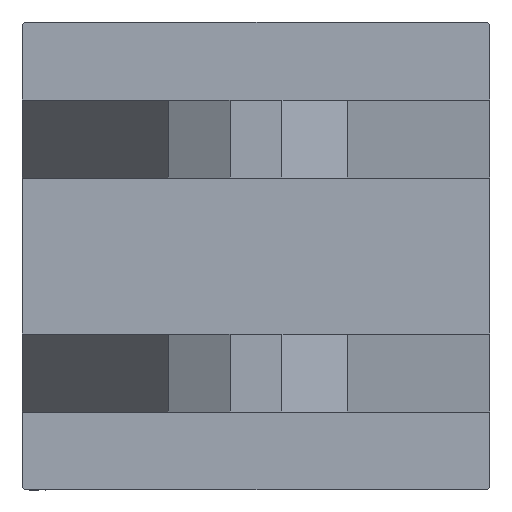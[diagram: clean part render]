
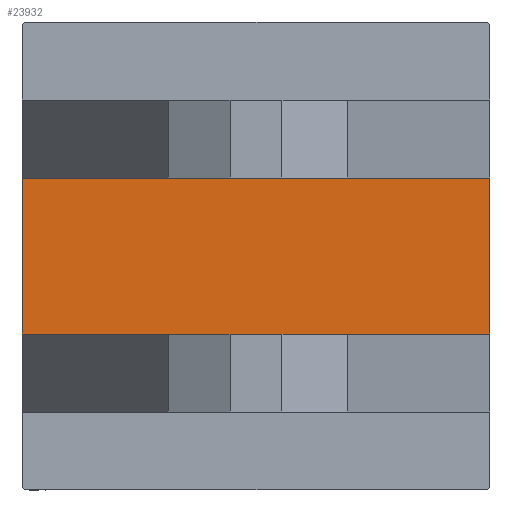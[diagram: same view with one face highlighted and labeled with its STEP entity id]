
A CAD part, left-side view. The second image highlights one B-rep face of the part: STEP entity #23932.
In plain terms, the highlighted planar face has unit normal (-1, 0, 0).
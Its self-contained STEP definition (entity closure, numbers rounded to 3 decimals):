
#641 = CARTESIAN_POINT ( 'NONE',  ( 0., -15., 45. ) ) ;
#1031 = VECTOR ( 'NONE', #3707, 1000. ) ;
#1436 = EDGE_CURVE ( 'NONE', #37931, #30091, #41668, .T. ) ;
#1661 = EDGE_CURVE ( 'NONE', #42886, #37931, #3202, .T. ) ;
#2557 = DIRECTION ( 'NONE',  ( 0., 0., 1. ) ) ;
#3202 = LINE ( 'NONE', #22935, #1031 ) ;
#3707 = DIRECTION ( 'NONE',  ( 0., -1., 0. ) ) ;
#3910 = AXIS2_PLACEMENT_3D ( 'NONE', #30594, #10333, #2557 ) ;
#5786 = ORIENTED_EDGE ( 'NONE', *, *, #1436, .F. ) ;
#7735 = EDGE_CURVE ( 'NONE', #36580, #30091, #42524, .T. ) ;
#10333 = DIRECTION ( 'NONE',  ( -1., 0., 0. ) ) ;
#10341 = ORIENTED_EDGE ( 'NONE', *, *, #1661, .F. ) ;
#13561 = VECTOR ( 'NONE', #34146, 1000. ) ;
#14145 = CARTESIAN_POINT ( 'NONE',  ( 0., -15., 45. ) ) ;
#14825 = VECTOR ( 'NONE', #45173, 1000. ) ;
#18621 = PLANE ( 'NONE',  #3910 ) ;
#22047 = EDGE_LOOP ( 'NONE', ( #22580, #5786, #10341, #31395 ) ) ;
#22580 = ORIENTED_EDGE ( 'NONE', *, *, #7735, .T. ) ;
#22935 = CARTESIAN_POINT ( 'NONE',  ( 0., 45., 45. ) ) ;
#23932 = ADVANCED_FACE ( 'NONE', ( #38890 ), #18621, .T. ) ;
#25793 = CARTESIAN_POINT ( 'NONE',  ( 0., -15., -45. ) ) ;
#28549 = CARTESIAN_POINT ( 'NONE',  ( 0., 15., 45. ) ) ;
#30091 = VERTEX_POINT ( 'NONE', #25793 ) ;
#30594 = CARTESIAN_POINT ( 'NONE',  ( 0., 0., 0. ) ) ;
#31395 = ORIENTED_EDGE ( 'NONE', *, *, #31930, .T. ) ;
#31930 = EDGE_CURVE ( 'NONE', #42886, #36580, #33231, .T. ) ;
#33231 = LINE ( 'NONE', #28549, #14825 ) ;
#34146 = DIRECTION ( 'NONE',  ( 0., 0., -1. ) ) ;
#35236 = CARTESIAN_POINT ( 'NONE',  ( 0., 15., 45. ) ) ;
#36580 = VERTEX_POINT ( 'NONE', #49837 ) ;
#37711 = VECTOR ( 'NONE', #39372, 1000. ) ;
#37931 = VERTEX_POINT ( 'NONE', #641 ) ;
#38873 = CARTESIAN_POINT ( 'NONE',  ( 0., 45., -45. ) ) ;
#38890 = FACE_OUTER_BOUND ( 'NONE', #22047, .T. ) ;
#39372 = DIRECTION ( 'NONE',  ( 0., -1., 0. ) ) ;
#41668 = LINE ( 'NONE', #14145, #13561 ) ;
#42524 = LINE ( 'NONE', #38873, #37711 ) ;
#42886 = VERTEX_POINT ( 'NONE', #35236 ) ;
#45173 = DIRECTION ( 'NONE',  ( 0., 0., -1. ) ) ;
#49837 = CARTESIAN_POINT ( 'NONE',  ( 0., 15., -45. ) ) ;
